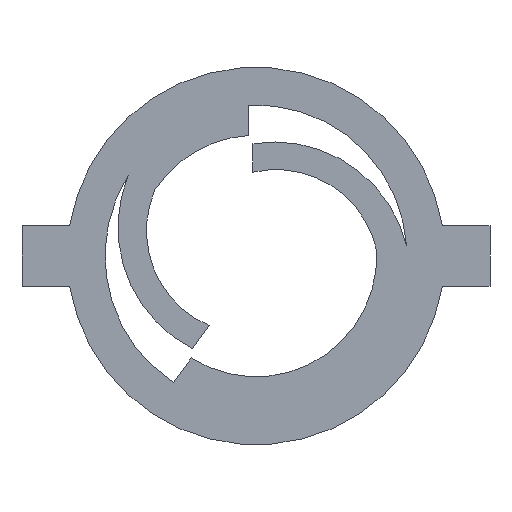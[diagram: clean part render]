
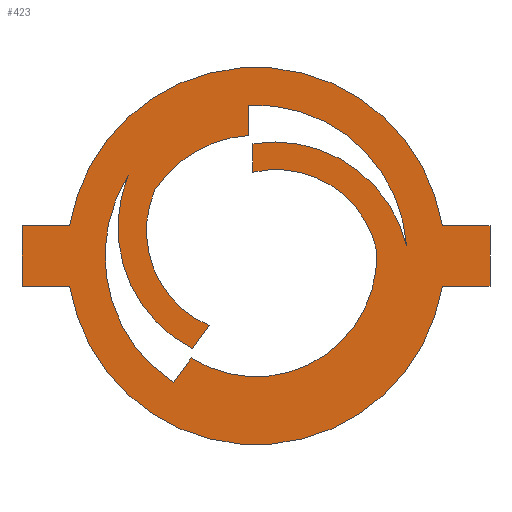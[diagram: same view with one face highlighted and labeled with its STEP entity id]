
A CAD part, front view. The second image highlights one B-rep face of the part: STEP entity #423.
In plain terms, the highlighted planar face has unit normal (0, -1, 0).
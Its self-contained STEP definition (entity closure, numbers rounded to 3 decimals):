
#16=FACE_BOUND('',#71,.T.);
#27=PLANE('',#477);
#47=FACE_OUTER_BOUND('',#70,.T.);
#70=EDGE_LOOP('',(#363,#364,#365,#366,#367,#368,#369,#370));
#71=EDGE_LOOP('',(#371,#372,#373,#374,#375,#376,#377,#378,#379,#380,#381,
#382));
#79=LINE('',#624,#119);
#92=LINE('',#670,#132);
#94=LINE('',#675,#134);
#96=LINE('',#679,#136);
#99=LINE('',#684,#139);
#103=LINE('',#696,#143);
#104=LINE('',#699,#144);
#106=LINE('',#702,#146);
#110=LINE('',#714,#150);
#113=LINE('',#726,#153);
#119=VECTOR('',#497,10.);
#132=VECTOR('',#536,10.);
#134=VECTOR('',#540,10.);
#136=VECTOR('',#544,10.);
#139=VECTOR('',#549,10.);
#143=VECTOR('',#563,10.);
#144=VECTOR('',#566,10.);
#146=VECTOR('',#570,10.);
#150=VECTOR('',#584,10.);
#153=VECTOR('',#599,10.);
#155=CIRCLE('',#442,4.513);
#166=CIRCLE('',#456,4.513);
#167=CIRCLE('',#462,6.25);
#168=CIRCLE('',#464,6.25);
#169=CIRCLE('',#469,4.);
#170=CIRCLE('',#471,5.);
#171=CIRCLE('',#474,3.414);
#172=CIRCLE('',#476,4.);
#173=CIRCLE('',#478,3.414);
#174=CIRCLE('',#479,5.);
#175=VERTEX_POINT('',#611);
#176=VERTEX_POINT('',#612);
#180=VERTEX_POINT('',#622);
#198=VERTEX_POINT('',#662);
#199=VERTEX_POINT('',#663);
#200=VERTEX_POINT('',#668);
#201=VERTEX_POINT('',#672);
#202=VERTEX_POINT('',#674);
#203=VERTEX_POINT('',#678);
#204=VERTEX_POINT('',#682);
#205=VERTEX_POINT('',#686);
#206=VERTEX_POINT('',#690);
#207=VERTEX_POINT('',#694);
#208=VERTEX_POINT('',#698);
#209=VERTEX_POINT('',#704);
#210=VERTEX_POINT('',#706);
#211=VERTEX_POINT('',#710);
#212=VERTEX_POINT('',#716);
#213=VERTEX_POINT('',#720);
#214=VERTEX_POINT('',#725);
#215=EDGE_CURVE('',#175,#176,#155,.T.);
#221=EDGE_CURVE('',#175,#180,#79,.F.);
#240=EDGE_CURVE('',#198,#199,#166,.T.);
#244=EDGE_CURVE('',#199,#200,#92,.F.);
#246=EDGE_CURVE('',#202,#201,#94,.T.);
#248=EDGE_CURVE('',#203,#202,#96,.T.);
#251=EDGE_CURVE('',#201,#204,#99,.T.);
#252=EDGE_CURVE('',#205,#203,#167,.T.);
#255=EDGE_CURVE('',#204,#206,#168,.T.);
#257=EDGE_CURVE('',#206,#207,#103,.T.);
#258=EDGE_CURVE('',#208,#205,#104,.T.);
#260=EDGE_CURVE('',#207,#208,#106,.T.);
#262=EDGE_CURVE('',#210,#209,#169,.T.);
#264=EDGE_CURVE('',#211,#198,#170,.T.);
#266=EDGE_CURVE('',#209,#211,#110,.T.);
#268=EDGE_CURVE('',#200,#212,#171,.F.);
#270=EDGE_CURVE('',#212,#213,#172,.T.);
#271=EDGE_CURVE('',#180,#210,#173,.F.);
#272=EDGE_CURVE('',#213,#214,#113,.T.);
#273=EDGE_CURVE('',#214,#176,#174,.T.);
#363=ORIENTED_EDGE('',*,*,#255,.T.);
#364=ORIENTED_EDGE('',*,*,#257,.T.);
#365=ORIENTED_EDGE('',*,*,#260,.T.);
#366=ORIENTED_EDGE('',*,*,#258,.T.);
#367=ORIENTED_EDGE('',*,*,#252,.T.);
#368=ORIENTED_EDGE('',*,*,#248,.T.);
#369=ORIENTED_EDGE('',*,*,#246,.T.);
#370=ORIENTED_EDGE('',*,*,#251,.T.);
#371=ORIENTED_EDGE('',*,*,#215,.F.);
#372=ORIENTED_EDGE('',*,*,#221,.T.);
#373=ORIENTED_EDGE('',*,*,#271,.T.);
#374=ORIENTED_EDGE('',*,*,#262,.T.);
#375=ORIENTED_EDGE('',*,*,#266,.T.);
#376=ORIENTED_EDGE('',*,*,#264,.T.);
#377=ORIENTED_EDGE('',*,*,#240,.T.);
#378=ORIENTED_EDGE('',*,*,#244,.T.);
#379=ORIENTED_EDGE('',*,*,#268,.T.);
#380=ORIENTED_EDGE('',*,*,#270,.T.);
#381=ORIENTED_EDGE('',*,*,#272,.T.);
#382=ORIENTED_EDGE('',*,*,#273,.T.);
#423=ADVANCED_FACE('',(#47,#16),#27,.T.);
#442=AXIS2_PLACEMENT_3D('',#613,#487,#488);
#456=AXIS2_PLACEMENT_3D('',#664,#529,#530);
#462=AXIS2_PLACEMENT_3D('',#687,#552,#553);
#464=AXIS2_PLACEMENT_3D('',#692,#558,#559);
#469=AXIS2_PLACEMENT_3D('',#707,#574,#575);
#471=AXIS2_PLACEMENT_3D('',#711,#579,#580);
#474=AXIS2_PLACEMENT_3D('',#718,#588,#589);
#476=AXIS2_PLACEMENT_3D('',#722,#593,#594);
#477=AXIS2_PLACEMENT_3D('',#723,#595,#596);
#478=AXIS2_PLACEMENT_3D('',#724,#597,#598);
#479=AXIS2_PLACEMENT_3D('',#727,#600,#601);
#487=DIRECTION('center_axis',(0.,1.,0.));
#488=DIRECTION('ref_axis',(0.778,0.,0.629));
#497=DIRECTION('',(0.,0.,1.));
#529=DIRECTION('center_axis',(0.,-1.,0.));
#530=DIRECTION('ref_axis',(-0.999,0.,-0.052));
#536=DIRECTION('',(-0.588,0.,-0.809));
#540=DIRECTION('',(0.,0.,-1.));
#544=DIRECTION('',(-1.,0.,0.));
#549=DIRECTION('',(1.,0.,0.));
#552=DIRECTION('center_axis',(0.,-1.,0.));
#553=DIRECTION('ref_axis',(1.,0.,0.));
#558=DIRECTION('center_axis',(0.,-1.,0.));
#559=DIRECTION('ref_axis',(1.,0.,0.));
#563=DIRECTION('',(1.,0.,0.));
#566=DIRECTION('',(-1.,0.,0.));
#570=DIRECTION('',(0.,0.,1.));
#574=DIRECTION('center_axis',(0.,1.,0.));
#575=DIRECTION('ref_axis',(-0.588,0.,-0.809));
#579=DIRECTION('center_axis',(0.,1.,0.));
#580=DIRECTION('ref_axis',(-0.809,0.,0.588));
#584=DIRECTION('',(-0.588,0.,-0.809));
#588=DIRECTION('center_axis',(0.,-1.,0.));
#589=DIRECTION('ref_axis',(-0.994,0.,0.11));
#593=DIRECTION('center_axis',(0.,1.,0.));
#594=DIRECTION('ref_axis',(0.,0.,1.));
#595=DIRECTION('center_axis',(0.,-1.,0.));
#596=DIRECTION('ref_axis',(1.,0.,0.));
#597=DIRECTION('center_axis',(0.,-1.,0.));
#598=DIRECTION('ref_axis',(0.869,0.,0.495));
#599=DIRECTION('',(0.,0.,1.));
#600=DIRECTION('center_axis',(0.,1.,0.));
#601=DIRECTION('ref_axis',(-0.809,0.,0.588));
#611=CARTESIAN_POINT('',(-65.722,30.141,31.888));
#612=CARTESIAN_POINT('',(-60.633,30.141,28.505));
#613=CARTESIAN_POINT('Origin',(-65.016,30.141,27.43));
#622=CARTESIAN_POINT('',(-65.722,30.141,30.941));
#624=CARTESIAN_POINT('',(-65.722,30.141,30.166));
#662=CARTESIAN_POINT('',(-69.857,30.141,30.824));
#663=CARTESIAN_POINT('',(-67.728,30.141,25.097));
#664=CARTESIAN_POINT('Origin',(-65.679,30.141,29.118));
#668=CARTESIAN_POINT('',(-67.172,30.141,25.863));
#670=CARTESIAN_POINT('',(-66.716,30.141,26.49));
#672=CARTESIAN_POINT('',(-73.372,30.141,27.166));
#674=CARTESIAN_POINT('',(-73.372,30.141,29.166));
#675=CARTESIAN_POINT('',(-73.372,30.141,27.166));
#678=CARTESIAN_POINT('',(-71.791,30.141,29.166));
#679=CARTESIAN_POINT('',(-71.872,30.141,29.166));
#682=CARTESIAN_POINT('',(-71.791,30.141,27.166));
#684=CARTESIAN_POINT('',(-65.622,30.141,27.166));
#686=CARTESIAN_POINT('',(-59.452,30.141,29.166));
#687=CARTESIAN_POINT('Origin',(-65.622,30.141,28.166));
#690=CARTESIAN_POINT('',(-59.452,30.141,27.166));
#692=CARTESIAN_POINT('Origin',(-65.622,30.141,28.166));
#694=CARTESIAN_POINT('',(-57.872,30.141,27.166));
#696=CARTESIAN_POINT('',(-59.372,30.141,27.166));
#698=CARTESIAN_POINT('',(-57.872,30.141,29.166));
#699=CARTESIAN_POINT('',(-59.372,30.141,29.166));
#702=CARTESIAN_POINT('',(-57.872,30.141,29.166));
#704=CARTESIAN_POINT('',(-67.766,30.141,24.79));
#706=CARTESIAN_POINT('',(-61.626,30.141,28.36));
#707=CARTESIAN_POINT('Origin',(-65.622,30.141,28.166));
#710=CARTESIAN_POINT('',(-68.355,30.141,23.979));
#711=CARTESIAN_POINT('Origin',(-65.622,30.141,28.166));
#714=CARTESIAN_POINT('',(-67.771,30.141,24.783));
#716=CARTESIAN_POINT('',(-68.968,30.141,30.358));
#718=CARTESIAN_POINT('Origin',(-65.834,30.141,29.003));
#720=CARTESIAN_POINT('',(-65.872,30.141,32.159));
#722=CARTESIAN_POINT('Origin',(-65.622,30.141,28.166));
#723=CARTESIAN_POINT('Origin',(-65.622,30.141,28.166));
#724=CARTESIAN_POINT('Origin',(-64.958,30.141,27.614));
#725=CARTESIAN_POINT('',(-65.872,30.141,33.16));
#726=CARTESIAN_POINT('',(-65.872,30.141,32.166));
#727=CARTESIAN_POINT('Origin',(-65.622,30.141,28.166));
